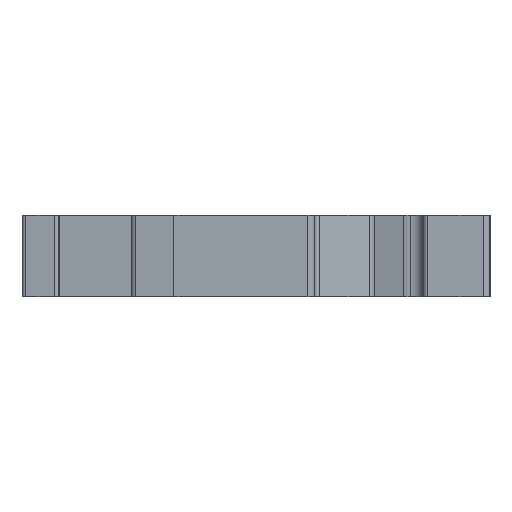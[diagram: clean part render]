
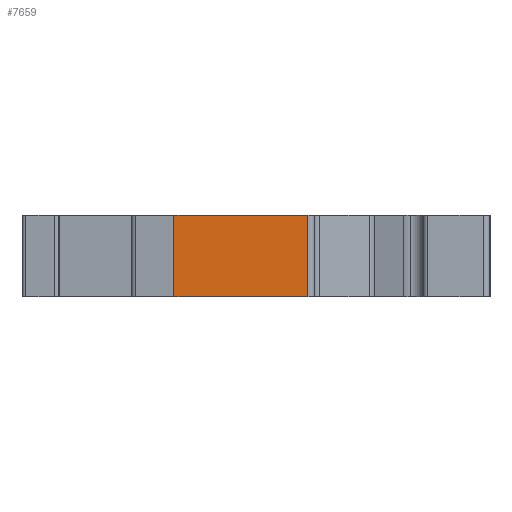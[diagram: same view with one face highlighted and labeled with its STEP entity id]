
A CAD part, left-side view. The second image highlights one B-rep face of the part: STEP entity #7659.
In plain terms, the highlighted planar face has unit normal (-1, 0, 0).
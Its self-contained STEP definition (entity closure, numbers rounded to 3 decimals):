
#75=DIRECTION('',(0.,-1.,0.));
#76=VECTOR('',#75,10.07);
#77=CARTESIAN_POINT('',(-28.,17.77,-3.4));
#78=LINE('',#77,#76);
#786=DIRECTION('',(0.,1.,0.));
#787=VECTOR('',#786,10.07);
#788=CARTESIAN_POINT('',(-28.,7.7,2.7));
#789=LINE('',#788,#787);
#2592=DIRECTION('',(0.,0.,1.));
#2593=VECTOR('',#2592,6.1);
#2594=CARTESIAN_POINT('',(-28.,17.77,-3.4));
#2595=LINE('',#2594,#2593);
#2600=DIRECTION('',(0.,0.,1.));
#2601=VECTOR('',#2600,6.1);
#2602=CARTESIAN_POINT('',(-28.,7.7,-3.4));
#2603=LINE('',#2602,#2601);
#3333=CARTESIAN_POINT('',(-28.,17.77,-3.4));
#3334=VERTEX_POINT('',#3333);
#3335=CARTESIAN_POINT('',(-28.,7.7,-3.4));
#3336=VERTEX_POINT('',#3335);
#3661=CARTESIAN_POINT('',(-28.,7.7,2.7));
#3662=VERTEX_POINT('',#3661);
#3663=CARTESIAN_POINT('',(-28.,17.77,2.7));
#3664=VERTEX_POINT('',#3663);
#7647=CARTESIAN_POINT('',(-28.,-6.,-4.01));
#7648=DIRECTION('',(1.,0.,0.));
#7649=DIRECTION('',(0.,1.,0.));
#7650=AXIS2_PLACEMENT_3D('',#7647,#7648,#7649);
#7651=PLANE('',#7650);
#7652=ORIENTED_EDGE('',*,*,#4356,.F.);
#7653=ORIENTED_EDGE('',*,*,#7640,.T.);
#7654=ORIENTED_EDGE('',*,*,#4801,.F.);
#7656=ORIENTED_EDGE('',*,*,#7655,.F.);
#7657=EDGE_LOOP('',(#7652,#7653,#7654,#7656));
#7658=FACE_OUTER_BOUND('',#7657,.F.);
#7659=ADVANCED_FACE('',(#7658),#7651,.F.);
#4356=EDGE_CURVE('',#3334,#3336,#78,.T.);
#4801=EDGE_CURVE('',#3662,#3664,#789,.T.);
#7640=EDGE_CURVE('',#3334,#3664,#2595,.T.);
#7655=EDGE_CURVE('',#3336,#3662,#2603,.T.);
